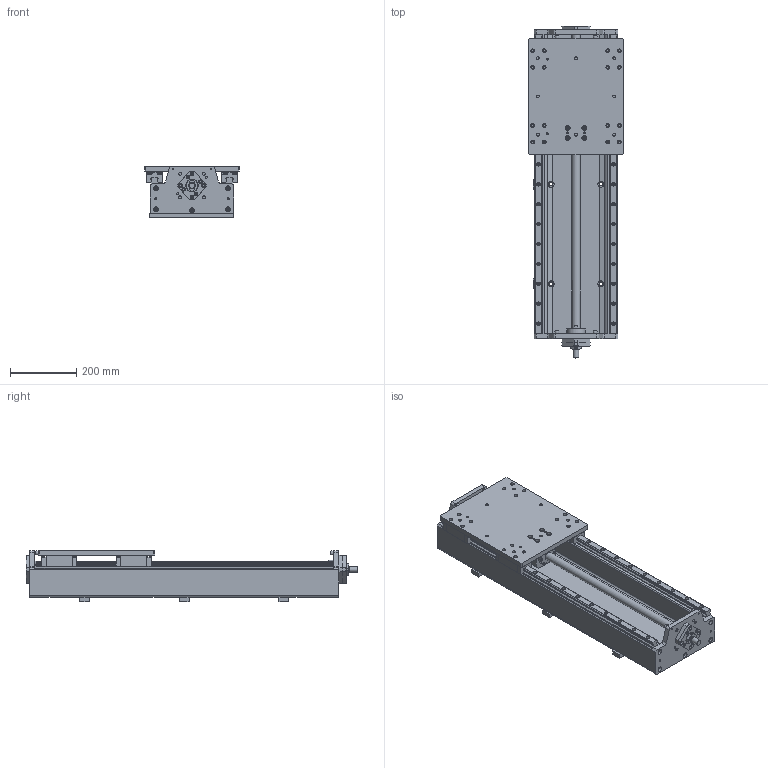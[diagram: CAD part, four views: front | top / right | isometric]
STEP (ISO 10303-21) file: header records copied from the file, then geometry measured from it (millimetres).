
FILE_DESCRIPTION((''),'2;1');
FILE_NAME('KK-HD-285-25-25XX-0900.stp','2009-03-22T19:44:42',('kurt'),(''),'Autodesk Inventor 2008','Autodesk Inventor 2008','');
FILE_SCHEMA(('AUTOMOTIVE_DESIGN { 1 0 10303 214 1 1 1 1 }'));
Length unit declared in the file: millimetre
Products named in the file (1): Part143
Bounding box: 285 x 999 x 155 mm (x, y, z)
Volume: 13601001.9 mm3; surface area: 1435485.3 mm2
Topology: 23 solids, 23 shells, 2374 faces, 6354 edges, 4180 vertices
Faces by surface type: plane 1528, cylinder 461, bspline 247, cone 122, torus 16
Full cylindrical faces by diameter (mm): 2.459 x4, 3 x4, 3.5 x4, 3.6 x1, 4 x1, 4.917 x45, 5.5 x4, 6 x30, 6.6 x30, 6.647 x14, 7 x30, 8 x4, 8.376 x8, 9 x18, 10 x4, 10.106 x6, 11 x58, 15 x18, 17 x1, 18 x6, 19 x1, 20 x4, 23 x1, 25 x3, 26 x1, 28.64 x4, 29.082 x2, 37 x2, 38 x1, 38.36 x4
Entity records: 78577 total; most frequent: CARTESIAN_POINT 19661, ORIENTED_EDGE 11608, DIRECTION 10596, EDGE_CURVE 5804, VECTOR 4196, LINE 4196, VERTEX_POINT 4058, AXIS2_PLACEMENT_3D 3200
